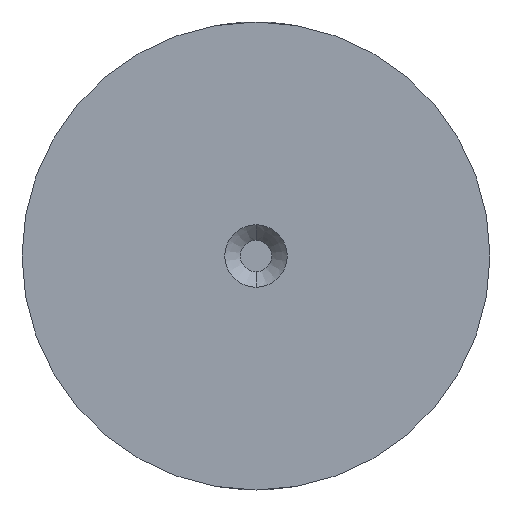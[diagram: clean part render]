
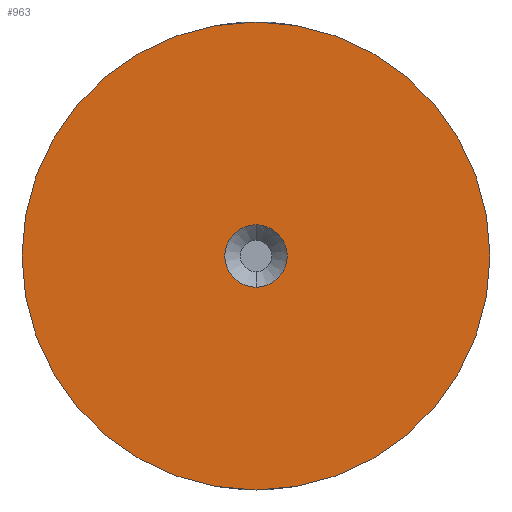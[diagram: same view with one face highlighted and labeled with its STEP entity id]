
A CAD part, front view. The second image highlights one B-rep face of the part: STEP entity #963.
In plain terms, the highlighted planar face has unit normal (0, -1, 0).
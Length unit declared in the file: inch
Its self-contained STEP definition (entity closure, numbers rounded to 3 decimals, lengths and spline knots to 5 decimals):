
#206 = VERTEX_POINT ( 'NONE', #2073 ) ;
#270 = DIRECTION ( 'NONE',  ( 0., 1., 0. ) ) ;
#362 = EDGE_CURVE ( 'NONE', #2741, #2126, #2596, .T. ) ;
#550 = AXIS2_PLACEMENT_3D ( 'NONE', #922, #270, #1984 ) ;
#619 = DIRECTION ( 'NONE',  ( 0., 0., 1. ) ) ;
#624 = CARTESIAN_POINT ( 'NONE',  ( 0., -2.553, 0. ) ) ;
#646 = VERTEX_POINT ( 'NONE', #2124 ) ;
#916 = DIRECTION ( 'NONE',  ( 0., 1., 0. ) ) ;
#922 = CARTESIAN_POINT ( 'NONE',  ( 0., -2.553, 0. ) ) ;
#928 = DIRECTION ( 'NONE',  ( 0., 0., 1. ) ) ;
#936 = CARTESIAN_POINT ( 'NONE',  ( 0., -2.553, -0.36 ) ) ;
#963 = ADVANCED_FACE ( 'NONE', ( #1658, #1329 ), #1862, .F. ) ;
#1078 = CIRCLE ( 'NONE', #2392, 2.7 ) ;
#1090 = DIRECTION ( 'NONE',  ( 0., 0., 1. ) ) ;
#1255 = CARTESIAN_POINT ( 'NONE',  ( 0., -2.553, 0.36 ) ) ;
#1329 = FACE_OUTER_BOUND ( 'NONE', #1623, .T. ) ;
#1410 = CIRCLE ( 'NONE', #550, 0.36 ) ;
#1590 = ORIENTED_EDGE ( 'NONE', *, *, #1844, .T. ) ;
#1623 = EDGE_LOOP ( 'NONE', ( #1877, #2460 ) ) ;
#1658 = FACE_BOUND ( 'NONE', #1982, .T. ) ;
#1688 = DIRECTION ( 'NONE',  ( 0., 0., 1. ) ) ;
#1715 = DIRECTION ( 'NONE',  ( 0., 1., 0. ) ) ;
#1844 = EDGE_CURVE ( 'NONE', #2126, #2741, #1410, .T. ) ;
#1862 = PLANE ( 'NONE',  #2484 ) ;
#1877 = ORIENTED_EDGE ( 'NONE', *, *, #2361, .F. ) ;
#1982 = EDGE_LOOP ( 'NONE', ( #2556, #1590 ) ) ;
#1984 = DIRECTION ( 'NONE',  ( 0., 0., 1. ) ) ;
#2073 = CARTESIAN_POINT ( 'NONE',  ( 0., -2.553, 2.7 ) ) ;
#2124 = CARTESIAN_POINT ( 'NONE',  ( 0., -2.553, -2.7 ) ) ;
#2126 = VERTEX_POINT ( 'NONE', #1255 ) ;
#2137 = CARTESIAN_POINT ( 'NONE',  ( 0., -2.553, 0. ) ) ;
#2233 = CIRCLE ( 'NONE', #2595, 2.7 ) ;
#2249 = AXIS2_PLACEMENT_3D ( 'NONE', #2137, #2586, #1688 ) ;
#2250 = CARTESIAN_POINT ( 'NONE',  ( 0., -2.553, 0. ) ) ;
#2361 = EDGE_CURVE ( 'NONE', #206, #646, #1078, .T. ) ;
#2392 = AXIS2_PLACEMENT_3D ( 'NONE', #2592, #916, #928 ) ;
#2460 = ORIENTED_EDGE ( 'NONE', *, *, #2544, .F. ) ;
#2464 = DIRECTION ( 'NONE',  ( 0., 1., 0. ) ) ;
#2484 = AXIS2_PLACEMENT_3D ( 'NONE', #624, #1715, #1090 ) ;
#2544 = EDGE_CURVE ( 'NONE', #646, #206, #2233, .T. ) ;
#2556 = ORIENTED_EDGE ( 'NONE', *, *, #362, .T. ) ;
#2586 = DIRECTION ( 'NONE',  ( 0., 1., 0. ) ) ;
#2592 = CARTESIAN_POINT ( 'NONE',  ( 0., -2.553, 0. ) ) ;
#2595 = AXIS2_PLACEMENT_3D ( 'NONE', #2250, #2464, #619 ) ;
#2596 = CIRCLE ( 'NONE', #2249, 0.36 ) ;
#2741 = VERTEX_POINT ( 'NONE', #936 ) ;
